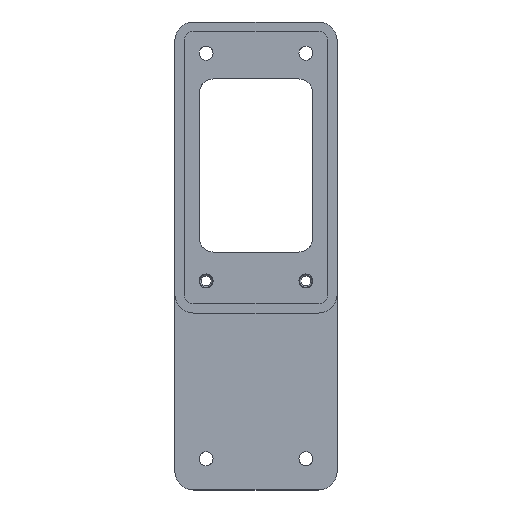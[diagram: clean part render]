
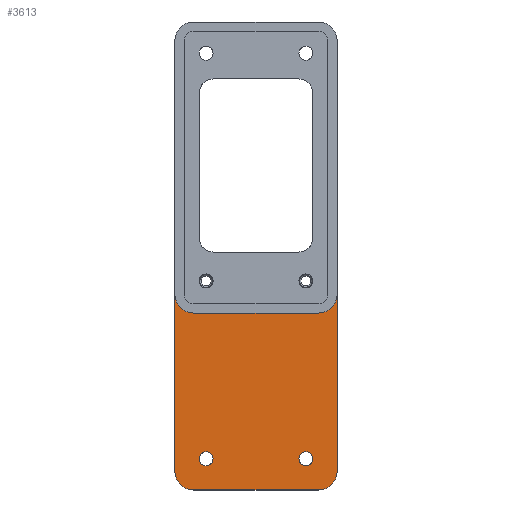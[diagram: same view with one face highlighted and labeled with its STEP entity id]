
A CAD part, top view. The second image highlights one B-rep face of the part: STEP entity #3613.
In plain terms, the highlighted planar face has unit normal (0, 0, 1).
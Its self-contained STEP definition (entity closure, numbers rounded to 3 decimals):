
#2900=AXIS2_PLACEMENT_3D('Circle Axis2P3D',#2898,#2899,$) ;
#2932=AXIS2_PLACEMENT_3D('Circle Axis2P3D',#2930,#2931,$) ;
#3000=AXIS2_PLACEMENT_3D('Circle Axis2P3D',#2998,#2999,$) ;
#3032=AXIS2_PLACEMENT_3D('Circle Axis2P3D',#3030,#3031,$) ;
#3271=AXIS2_PLACEMENT_3D('Plane Axis2P3D',#3268,#3269,#3270) ;
#3550=AXIS2_PLACEMENT_3D('Circle Axis2P3D',#3548,#3549,$) ;
#3564=AXIS2_PLACEMENT_3D('Circle Axis2P3D',#3562,#3563,$) ;
#3578=AXIS2_PLACEMENT_3D('Circle Axis2P3D',#3576,#3577,$) ;
#3592=AXIS2_PLACEMENT_3D('Circle Axis2P3D',#3590,#3591,$) ;
#2898=CARTESIAN_POINT('Axis2P3D Location',(10.,10.,5.6)) ;
#2902=CARTESIAN_POINT('Vertex',(10.,7.75,5.6)) ;
#2904=CARTESIAN_POINT('Vertex',(10.,12.25,5.6)) ;
#2930=CARTESIAN_POINT('Axis2P3D Location',(10.,10.,5.6)) ;
#2998=CARTESIAN_POINT('Axis2P3D Location',(42.,10.,5.6)) ;
#3002=CARTESIAN_POINT('Vertex',(42.,7.75,5.6)) ;
#3004=CARTESIAN_POINT('Vertex',(42.,12.25,5.6)) ;
#3030=CARTESIAN_POINT('Axis2P3D Location',(42.,10.,5.6)) ;
#3268=CARTESIAN_POINT('Axis2P3D Location',(52.,0.,5.6)) ;
#3539=CARTESIAN_POINT('Line Origine',(52.,34.35,5.6)) ;
#3543=CARTESIAN_POINT('Vertex',(52.,6.,5.6)) ;
#3545=CARTESIAN_POINT('Vertex',(52.,62.7,5.6)) ;
#3548=CARTESIAN_POINT('Axis2P3D Location',(46.,62.7,5.6)) ;
#3552=CARTESIAN_POINT('Vertex',(46.,56.7,5.6)) ;
#3555=CARTESIAN_POINT('Line Origine',(26.,56.7,5.6)) ;
#3559=CARTESIAN_POINT('Vertex',(6.,56.7,5.6)) ;
#3562=CARTESIAN_POINT('Axis2P3D Location',(6.,62.7,5.6)) ;
#3566=CARTESIAN_POINT('Vertex',(0.,62.7,5.6)) ;
#3569=CARTESIAN_POINT('Line Origine',(0.,34.35,5.6)) ;
#3573=CARTESIAN_POINT('Vertex',(0.,6.,5.6)) ;
#3576=CARTESIAN_POINT('Axis2P3D Location',(6.,6.,5.6)) ;
#3580=CARTESIAN_POINT('Vertex',(6.,0.,5.6)) ;
#3583=CARTESIAN_POINT('Line Origine',(26.,0.,5.6)) ;
#3587=CARTESIAN_POINT('Vertex',(46.,0.,5.6)) ;
#3590=CARTESIAN_POINT('Axis2P3D Location',(46.,6.,5.6)) ;
#2899=DIRECTION('Axis2P3D Direction',(-0.,0.,-1.)) ;
#2931=DIRECTION('Axis2P3D Direction',(-0.,0.,-1.)) ;
#2999=DIRECTION('Axis2P3D Direction',(-0.,0.,-1.)) ;
#3031=DIRECTION('Axis2P3D Direction',(-0.,0.,-1.)) ;
#3269=DIRECTION('Axis2P3D Direction',(0.,-0.,1.)) ;
#3270=DIRECTION('Axis2P3D XDirection',(0.,1.,0.)) ;
#3540=DIRECTION('Vector Direction',(0.,1.,0.)) ;
#3549=DIRECTION('Axis2P3D Direction',(0.,-0.,1.)) ;
#3556=DIRECTION('Vector Direction',(1.,0.,0.)) ;
#3563=DIRECTION('Axis2P3D Direction',(0.,-0.,1.)) ;
#3570=DIRECTION('Vector Direction',(0.,-1.,0.)) ;
#3577=DIRECTION('Axis2P3D Direction',(0.,-0.,1.)) ;
#3584=DIRECTION('Vector Direction',(1.,0.,0.)) ;
#3591=DIRECTION('Axis2P3D Direction',(0.,-0.,1.)) ;
#3541=VECTOR('Line Direction',#3540,1.) ;
#3557=VECTOR('Line Direction',#3556,1.) ;
#3571=VECTOR('Line Direction',#3570,1.) ;
#3585=VECTOR('Line Direction',#3584,1.) ;
#3596=ORIENTED_EDGE('',*,*,#3547,.T.) ;
#3597=ORIENTED_EDGE('',*,*,#3554,.F.) ;
#3598=ORIENTED_EDGE('',*,*,#3561,.T.) ;
#3599=ORIENTED_EDGE('',*,*,#3568,.F.) ;
#3600=ORIENTED_EDGE('',*,*,#3575,.T.) ;
#3601=ORIENTED_EDGE('',*,*,#3582,.F.) ;
#3602=ORIENTED_EDGE('',*,*,#3589,.T.) ;
#3603=ORIENTED_EDGE('',*,*,#3594,.F.) ;
#3606=ORIENTED_EDGE('',*,*,#2906,.F.) ;
#3607=ORIENTED_EDGE('',*,*,#2934,.F.) ;
#3610=ORIENTED_EDGE('',*,*,#3006,.F.) ;
#3611=ORIENTED_EDGE('',*,*,#3034,.F.) ;
#3608=FACE_BOUND('',#3605,.T.) ;
#3612=FACE_BOUND('',#3609,.T.) ;
#3613=ADVANCED_FACE('body',(#3604,#3608,#3612),#3272,.T.) ;
#2901=CIRCLE('generated circle',#2900,2.25) ;
#2933=CIRCLE('generated circle',#2932,2.25) ;
#3001=CIRCLE('generated circle',#3000,2.25) ;
#3033=CIRCLE('generated circle',#3032,2.25) ;
#3551=CIRCLE('generated circle',#3550,6.) ;
#3565=CIRCLE('generated circle',#3564,6.) ;
#3579=CIRCLE('generated circle',#3578,6.) ;
#3593=CIRCLE('generated circle',#3592,6.) ;
#2906=EDGE_CURVE('',#2903,#2905,#2901,.F.) ;
#2934=EDGE_CURVE('',#2905,#2903,#2933,.F.) ;
#3006=EDGE_CURVE('',#3003,#3005,#3001,.F.) ;
#3034=EDGE_CURVE('',#3005,#3003,#3033,.F.) ;
#3547=EDGE_CURVE('',#3544,#3546,#3542,.T.) ;
#3554=EDGE_CURVE('',#3553,#3546,#3551,.T.) ;
#3561=EDGE_CURVE('',#3553,#3560,#3558,.F.) ;
#3568=EDGE_CURVE('',#3567,#3560,#3565,.T.) ;
#3575=EDGE_CURVE('',#3567,#3574,#3572,.T.) ;
#3582=EDGE_CURVE('',#3581,#3574,#3579,.F.) ;
#3589=EDGE_CURVE('',#3581,#3588,#3586,.T.) ;
#3594=EDGE_CURVE('',#3544,#3588,#3593,.F.) ;
#3595=EDGE_LOOP('',(#3596,#3597,#3598,#3599,#3600,#3601,#3602,#3603)) ;
#3605=EDGE_LOOP('',(#3606,#3607)) ;
#3609=EDGE_LOOP('',(#3610,#3611)) ;
#3604=FACE_OUTER_BOUND('',#3595,.T.) ;
#3542=LINE('Line',#3539,#3541) ;
#3558=LINE('Line',#3555,#3557) ;
#3572=LINE('Line',#3569,#3571) ;
#3586=LINE('Line',#3583,#3585) ;
#3272=PLANE('',#3271) ;
#2903=VERTEX_POINT('',#2902) ;
#2905=VERTEX_POINT('',#2904) ;
#3003=VERTEX_POINT('',#3002) ;
#3005=VERTEX_POINT('',#3004) ;
#3544=VERTEX_POINT('',#3543) ;
#3546=VERTEX_POINT('',#3545) ;
#3553=VERTEX_POINT('',#3552) ;
#3560=VERTEX_POINT('',#3559) ;
#3567=VERTEX_POINT('',#3566) ;
#3574=VERTEX_POINT('',#3573) ;
#3581=VERTEX_POINT('',#3580) ;
#3588=VERTEX_POINT('',#3587) ;
